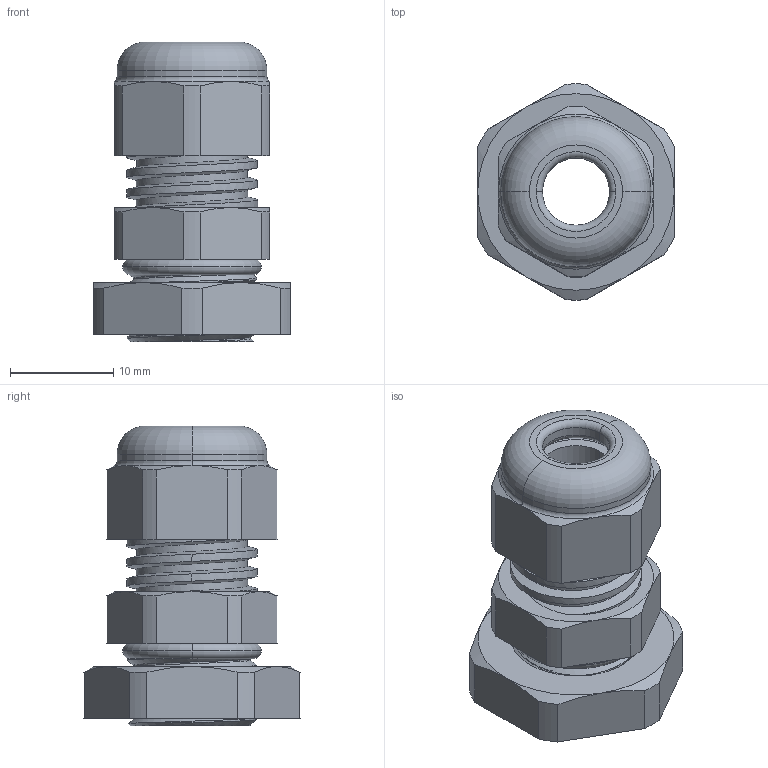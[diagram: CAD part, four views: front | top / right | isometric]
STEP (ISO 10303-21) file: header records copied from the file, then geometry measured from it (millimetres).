
FILE_DESCRIPTION (( 'STEP AP203' ), '1' );
FILE_NAME ('69915K47_Plastic Submersible Cord Grip.STEP', '2023-07-06T15:13:40', ( 'Administrator' ), ( 'Managed by Terraform' ), 'SwSTEP 2.0', 'SolidWorks 2017', '' );
FILE_SCHEMA (( 'CONFIG_CONTROL_DESIGN' ));
Length unit declared in the file: millimetre
Products named in the file (1): 69915K47_Plastic Submersible Cord Grip
Bounding box: 19 x 20.89 x 29 mm (x, y, z)
Volume: 4208.7 mm3; surface area: 4990.5 mm2
Topology: 5 solids, 5 shells, 151 faces, 371 edges, 233 vertices
Faces by surface type: cylinder 54, cone 38, plane 32, torus 18, bspline 9
Entity records: 9730 total; most frequent: CARTESIAN_POINT 6282, ORIENTED_EDGE 742, DIRECTION 671, EDGE_CURVE 371, AXIS2_PLACEMENT_3D 283, VERTEX_POINT 233, EDGE_LOOP 164, ADVANCED_FACE 151
